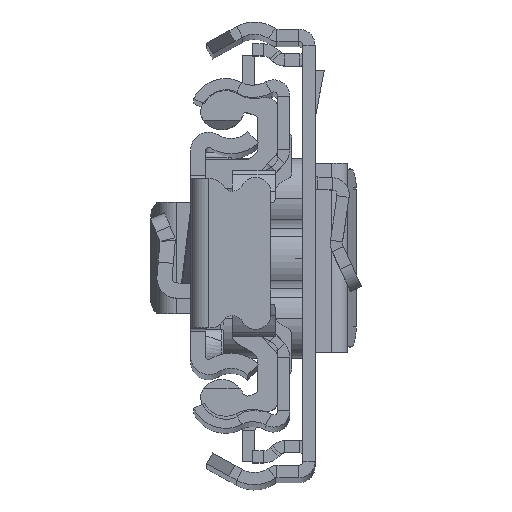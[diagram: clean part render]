
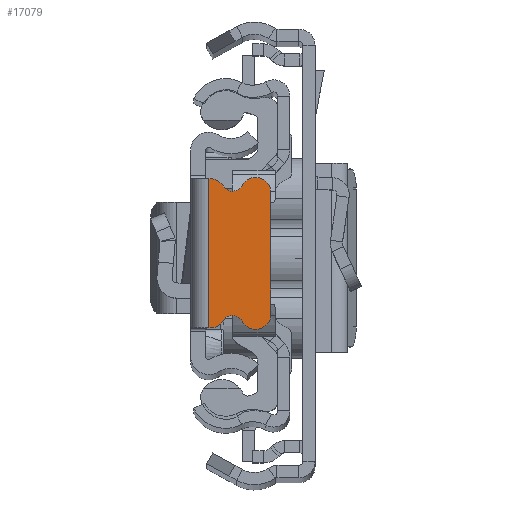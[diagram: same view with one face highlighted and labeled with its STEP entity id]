
A CAD part, top view. The second image highlights one B-rep face of the part: STEP entity #17079.
In plain terms, the highlighted planar face has unit normal (0, 0, 1).
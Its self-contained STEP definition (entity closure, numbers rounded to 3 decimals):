
#382 = LINE ( 'NONE', #10567, #10169 ) ;
#570 = CARTESIAN_POINT ( 'NONE',  ( -6.429, 6., 0. ) ) ;
#832 = ORIENTED_EDGE ( 'NONE', *, *, #21955, .F. ) ;
#1213 = DIRECTION ( 'NONE',  ( 0., 0., 1. ) ) ;
#1241 = CARTESIAN_POINT ( 'NONE',  ( -1.929, 7.37, 0. ) ) ;
#1621 = CARTESIAN_POINT ( 'NONE',  ( -4.142, 7.236, 0. ) ) ;
#2033 = CARTESIAN_POINT ( 'NONE',  ( -1.929, -7.37, 0. ) ) ;
#2133 = EDGE_CURVE ( 'NONE', #13919, #17985, #18625, .T. ) ;
#2842 = EDGE_CURVE ( 'NONE', #11355, #11573, #7978, .T. ) ;
#3036 = DIRECTION ( 'NONE',  ( 1., 0., 0. ) ) ;
#3061 = DIRECTION ( 'NONE',  ( 1., 0., 0. ) ) ;
#3126 = DIRECTION ( 'NONE',  ( -1., 0., 0. ) ) ;
#3459 = ORIENTED_EDGE ( 'NONE', *, *, #9740, .T. ) ;
#3539 = CIRCLE ( 'NONE', #7253, 1.5 ) ;
#4239 = CARTESIAN_POINT ( 'NONE',  ( -7.929, -6., 0. ) ) ;
#4313 = CARTESIAN_POINT ( 'NONE',  ( -1.929, 7.37, 0. ) ) ;
#4425 = DIRECTION ( 'NONE',  ( -1., 0., 0. ) ) ;
#4628 = DIRECTION ( 'NONE',  ( 0., -1., 0. ) ) ;
#4771 = AXIS2_PLACEMENT_3D ( 'NONE', #23336, #7618, #7355 ) ;
#5149 = ORIENTED_EDGE ( 'NONE', *, *, #5644, .T. ) ;
#5460 = CIRCLE ( 'NONE', #16542, 1.5 ) ;
#5644 = EDGE_CURVE ( 'NONE', #8860, #9424, #23719, .T. ) ;
#6258 = AXIS2_PLACEMENT_3D ( 'NONE', #10038, #12089, #9908 ) ;
#6364 = ORIENTED_EDGE ( 'NONE', *, *, #25153, .T. ) ;
#6786 = ORIENTED_EDGE ( 'NONE', *, *, #23751, .F. ) ;
#6989 = EDGE_CURVE ( 'NONE', #9424, #21300, #18459, .T. ) ;
#7208 = CARTESIAN_POINT ( 'NONE',  ( -5.109, 6.713, 0. ) ) ;
#7253 = AXIS2_PLACEMENT_3D ( 'NONE', #22710, #12910, #3126 ) ;
#7277 = CARTESIAN_POINT ( 'NONE',  ( -1.929, -5.87, 0. ) ) ;
#7355 = DIRECTION ( 'NONE',  ( 1., 0., 0. ) ) ;
#7618 = DIRECTION ( 'NONE',  ( 0., 0., 1. ) ) ;
#7903 = CARTESIAN_POINT ( 'NONE',  ( -1.75, 7.37, 0. ) ) ;
#7978 = LINE ( 'NONE', #21633, #21166 ) ;
#8860 = VERTEX_POINT ( 'NONE', #4239 ) ;
#9060 = VECTOR ( 'NONE', #11855, 1000. ) ;
#9424 = VERTEX_POINT ( 'NONE', #16877 ) ;
#9457 = ORIENTED_EDGE ( 'NONE', *, *, #2133, .T. ) ;
#9740 = EDGE_CURVE ( 'NONE', #15170, #8860, #22144, .T. ) ;
#9908 = DIRECTION ( 'NONE',  ( 1., 0., 0. ) ) ;
#10038 = CARTESIAN_POINT ( 'NONE',  ( 294.071, 0., 0. ) ) ;
#10169 = VECTOR ( 'NONE', #4628, 1000. ) ;
#10567 = CARTESIAN_POINT ( 'NONE',  ( -1.75, 0., 0. ) ) ;
#11299 = ORIENTED_EDGE ( 'NONE', *, *, #21236, .T. ) ;
#11355 = VERTEX_POINT ( 'NONE', #20849 ) ;
#11573 = VERTEX_POINT ( 'NONE', #2033 ) ;
#11839 = FACE_OUTER_BOUND ( 'NONE', #12482, .T. ) ;
#11855 = DIRECTION ( 'NONE',  ( 0., -1., 0. ) ) ;
#11952 = EDGE_CURVE ( 'NONE', #17985, #15170, #5460, .T. ) ;
#12089 = DIRECTION ( 'NONE',  ( 0., 0., 1. ) ) ;
#12482 = EDGE_LOOP ( 'NONE', ( #832, #6786, #11299, #9457, #20188, #3459, #5149, #13883, #6364, #20467 ) ) ;
#12672 = CARTESIAN_POINT ( 'NONE',  ( -4.142, -7.236, 0. ) ) ;
#12910 = DIRECTION ( 'NONE',  ( 0., 0., 1. ) ) ;
#13120 = VECTOR ( 'NONE', #3061, 1000. ) ;
#13411 = CARTESIAN_POINT ( 'NONE',  ( -3.206, 6.658, 0. ) ) ;
#13883 = ORIENTED_EDGE ( 'NONE', *, *, #6989, .T. ) ;
#13919 = VERTEX_POINT ( 'NONE', #13411 ) ;
#14391 = VERTEX_POINT ( 'NONE', #4313 ) ;
#14736 = AXIS2_PLACEMENT_3D ( 'NONE', #12672, #16413, #16535 ) ;
#15170 = VERTEX_POINT ( 'NONE', #19992 ) ;
#15189 = VERTEX_POINT ( 'NONE', #7903 ) ;
#16058 = DIRECTION ( 'NONE',  ( -1., 0., 0. ) ) ;
#16413 = DIRECTION ( 'NONE',  ( 0., 0., -1. ) ) ;
#16535 = DIRECTION ( 'NONE',  ( -1., 0., 0. ) ) ;
#16542 = AXIS2_PLACEMENT_3D ( 'NONE', #570, #23651, #4425 ) ;
#16877 = CARTESIAN_POINT ( 'NONE',  ( -5.109, -6.713, 0. ) ) ;
#17079 = ADVANCED_FACE ( 'NONE', ( #11839 ), #22005, .T. ) ;
#17932 = CARTESIAN_POINT ( 'NONE',  ( -3.206, -6.658, 0. ) ) ;
#17985 = VERTEX_POINT ( 'NONE', #7208 ) ;
#18459 = CIRCLE ( 'NONE', #14736, 1.1 ) ;
#18625 = CIRCLE ( 'NONE', #23621, 1.1 ) ;
#19264 = DIRECTION ( 'NONE',  ( 0., 0., -1. ) ) ;
#19992 = CARTESIAN_POINT ( 'NONE',  ( -7.929, 6., 0. ) ) ;
#20188 = ORIENTED_EDGE ( 'NONE', *, *, #11952, .T. ) ;
#20467 = ORIENTED_EDGE ( 'NONE', *, *, #2842, .F. ) ;
#20520 = CIRCLE ( 'NONE', #22181, 1.5 ) ;
#20849 = CARTESIAN_POINT ( 'NONE',  ( -1.75, -7.37, 0. ) ) ;
#21166 = VECTOR ( 'NONE', #16058, 1000. ) ;
#21236 = EDGE_CURVE ( 'NONE', #14391, #13919, #3539, .T. ) ;
#21300 = VERTEX_POINT ( 'NONE', #17932 ) ;
#21633 = CARTESIAN_POINT ( 'NONE',  ( -1.929, -7.37, 0. ) ) ;
#21955 = EDGE_CURVE ( 'NONE', #15189, #11355, #382, .T. ) ;
#22005 = PLANE ( 'NONE',  #6258 ) ;
#22144 = LINE ( 'NONE', #23583, #9060 ) ;
#22181 = AXIS2_PLACEMENT_3D ( 'NONE', #7277, #1213, #3036 ) ;
#22710 = CARTESIAN_POINT ( 'NONE',  ( -1.929, 5.87, 0. ) ) ;
#23336 = CARTESIAN_POINT ( 'NONE',  ( -6.429, -6., 0. ) ) ;
#23583 = CARTESIAN_POINT ( 'NONE',  ( -7.929, -6., 0. ) ) ;
#23621 = AXIS2_PLACEMENT_3D ( 'NONE', #1621, #19264, #25068 ) ;
#23651 = DIRECTION ( 'NONE',  ( 0., 0., 1. ) ) ;
#23719 = CIRCLE ( 'NONE', #4771, 1.5 ) ;
#23751 = EDGE_CURVE ( 'NONE', #14391, #15189, #24684, .T. ) ;
#24684 = LINE ( 'NONE', #1241, #13120 ) ;
#25068 = DIRECTION ( 'NONE',  ( 1., 0., 0. ) ) ;
#25153 = EDGE_CURVE ( 'NONE', #21300, #11573, #20520, .T. ) ;
